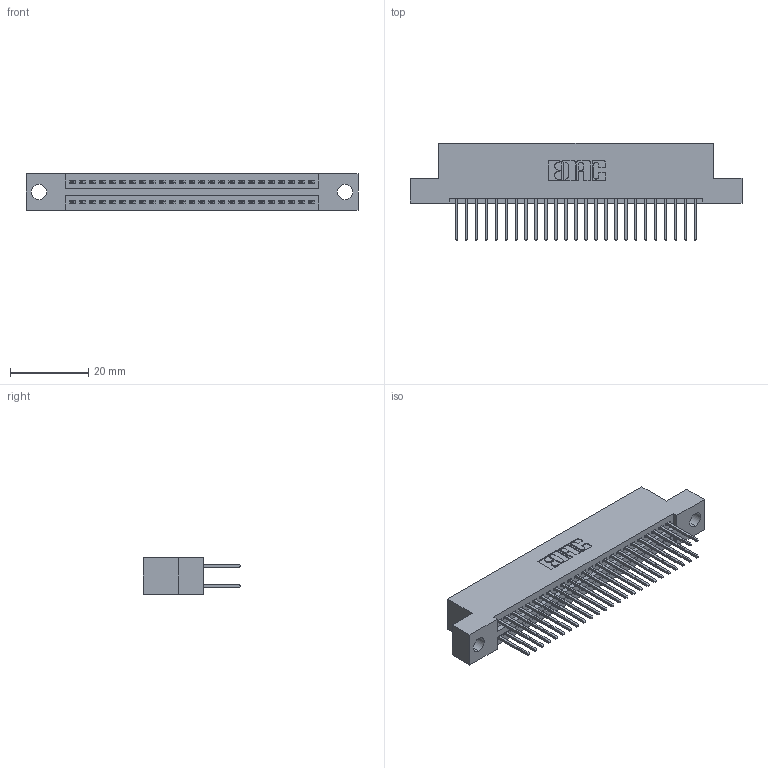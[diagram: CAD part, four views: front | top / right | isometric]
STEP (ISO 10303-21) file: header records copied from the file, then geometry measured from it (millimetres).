
FILE_DESCRIPTION (( 'STEP AP203' ), '1' );
FILE_NAME ('345-050-523-204.STEP', '2021-05-20T03:08:46', ( '' ), ( '' ), 'SwSTEP 2.0', 'SolidWorks 2020', '' );
FILE_SCHEMA (( 'CONFIG_CONTROL_DESIGN' ));
Length unit declared in the file: inch
Products named in the file (3): 345-292-001_345-293-123; 345 Part_Flush Mounting Lugs - 0.156 Dia-TI; 345-050-523-204
Assembly tree (51 placements, depth 2):
  345-050-523-204
    345 Part_Flush Mounting Lugs - 0.156 Dia-TI
    345-292-001_345-293-123  x50
Bounding box: 84.71 x 24.82 x 9.4 mm (x, y, z)
Volume: 8067.5 mm3; surface area: 11907.1 mm2
Topology: 51 solids, 51 shells, 2640 faces, 7827 edges, 5150 vertices
Faces by surface type: plane 1744, cylinder 896
Entity records: 22341 total; most frequent: CARTESIAN_POINT 3766, ORIENTED_EDGE 3698, DIRECTION 3341, EDGE_CURVE 1849, LINE 1617, VECTOR 1617, VERTEX_POINT 1230, AXIS2_PLACEMENT_3D 862
